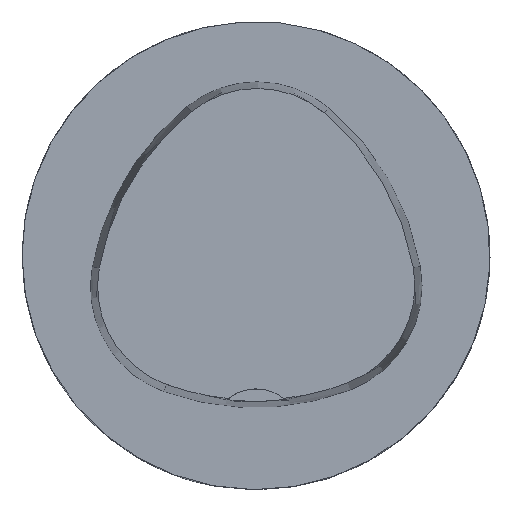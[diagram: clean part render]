
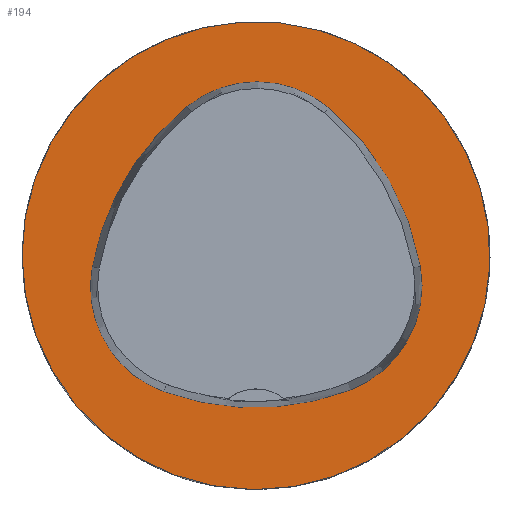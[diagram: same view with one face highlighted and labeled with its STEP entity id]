
A CAD part, top view. The second image highlights one B-rep face of the part: STEP entity #194.
In plain terms, the highlighted planar face has unit normal (0, 0, 1).
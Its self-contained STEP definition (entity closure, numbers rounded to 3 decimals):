
#194=ADVANCED_FACE('',(#264,#265),#244,.T.);
#244=PLANE('',#1153);
#264=FACE_BOUND('',#355,.T.);
#265=FACE_BOUND('',#356,.T.);
#355=EDGE_LOOP('',(#696,#697,#698,#699,#700,#701));
#356=EDGE_LOOP('',(#702));
#696=ORIENTED_EDGE('',*,*,#968,.T.);
#697=ORIENTED_EDGE('',*,*,#948,.T.);
#698=ORIENTED_EDGE('',*,*,#952,.T.);
#699=ORIENTED_EDGE('',*,*,#955,.T.);
#700=ORIENTED_EDGE('',*,*,#958,.T.);
#701=ORIENTED_EDGE('',*,*,#966,.T.);
#702=ORIENTED_EDGE('',*,*,#916,.F.);
#819=VERTEX_POINT('',#1902);
#826=VERTEX_POINT('',#1995);
#827=VERTEX_POINT('',#1996);
#830=VERTEX_POINT('',#2004);
#832=VERTEX_POINT('',#2010);
#834=VERTEX_POINT('',#2016);
#841=VERTEX_POINT('',#2037);
#916=EDGE_CURVE('',#819,#819,#1005,.T.);
#948=EDGE_CURVE('',#826,#827,#1008,.T.);
#952=EDGE_CURVE('',#827,#830,#1010,.T.);
#955=EDGE_CURVE('',#830,#832,#1012,.T.);
#958=EDGE_CURVE('',#832,#834,#1014,.T.);
#966=EDGE_CURVE('',#834,#841,#1018,.T.);
#968=EDGE_CURVE('',#841,#826,#1020,.T.);
#1005=CIRCLE('',#1096,31.5);
#1008=CIRCLE('',#1131,36.);
#1010=CIRCLE('',#1134,15.);
#1012=CIRCLE('',#1137,36.);
#1014=CIRCLE('',#1140,15.);
#1018=CIRCLE('',#1145,36.);
#1020=CIRCLE('',#1148,15.);
#1096=AXIS2_PLACEMENT_3D('',#1901,#1261,#1262);
#1131=AXIS2_PLACEMENT_3D('',#1994,#1356,#1357);
#1134=AXIS2_PLACEMENT_3D('',#2003,#1364,#1365);
#1137=AXIS2_PLACEMENT_3D('',#2009,#1371,#1372);
#1140=AXIS2_PLACEMENT_3D('',#2015,#1378,#1379);
#1145=AXIS2_PLACEMENT_3D('',#2038,#1390,#1391);
#1148=AXIS2_PLACEMENT_3D('',#2041,#1396,#1397);
#1153=AXIS2_PLACEMENT_3D('',#2046,#1406,#1407);
#1261=DIRECTION('',(0.,0.,-1.));
#1262=DIRECTION('',(-1.,0.,0.));
#1356=DIRECTION('',(0.,0.,-1.));
#1357=DIRECTION('',(-1.,0.,0.));
#1364=DIRECTION('',(0.,0.,-1.));
#1365=DIRECTION('',(-1.,0.,0.));
#1371=DIRECTION('',(0.,0.,-1.));
#1372=DIRECTION('',(-1.,0.,0.));
#1378=DIRECTION('',(0.,0.,-1.));
#1379=DIRECTION('',(-1.,0.,0.));
#1390=DIRECTION('',(0.,0.,-1.));
#1391=DIRECTION('',(-1.,0.,0.));
#1396=DIRECTION('',(0.,0.,-1.));
#1397=DIRECTION('',(-1.,0.,0.));
#1406=DIRECTION('',(0.,0.,1.));
#1407=DIRECTION('',(1.,0.,0.));
#1901=CARTESIAN_POINT('',(0.,0.,0.));
#1902=CARTESIAN_POINT('',(-31.5,0.,0.));
#1994=CARTESIAN_POINT('',(13.398,-7.893,0.));
#1995=CARTESIAN_POINT('',(-22.041,-1.562,0.));
#1996=CARTESIAN_POINT('',(-9.317,20.036,0.));
#2003=CARTESIAN_POINT('',(0.148,8.399,0.));
#2004=CARTESIAN_POINT('',(9.779,19.898,0.));
#2009=CARTESIAN_POINT('',(-13.337,-7.7,0.));
#2010=CARTESIAN_POINT('',(22.122,-1.48,0.));
#2015=CARTESIAN_POINT('',(7.347,-4.071,0.));
#2016=CARTESIAN_POINT('',(12.693,-18.087,0.));
#2037=CARTESIAN_POINT('',(-12.373,-18.307,0.));
#2038=CARTESIAN_POINT('',(-0.137,15.55,0.));
#2041=CARTESIAN_POINT('',(-7.275,-4.2,0.));
#2046=CARTESIAN_POINT('',(0.,0.,0.));
